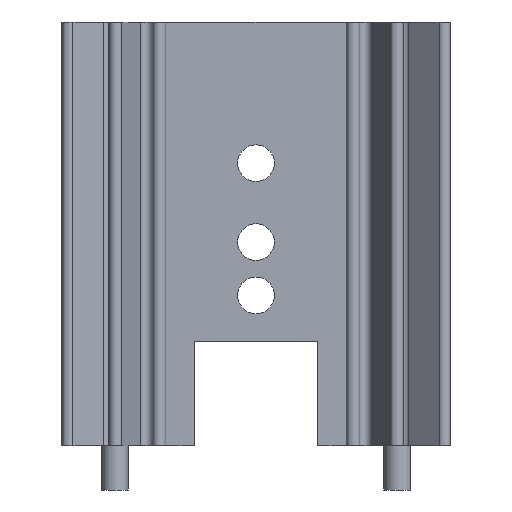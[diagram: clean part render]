
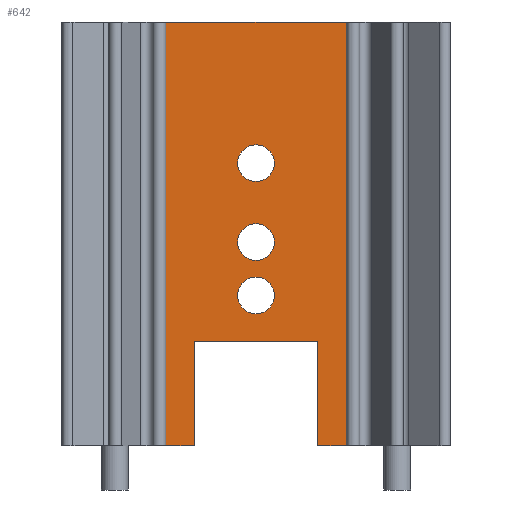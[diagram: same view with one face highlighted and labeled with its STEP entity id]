
A CAD part, front view. The second image highlights one B-rep face of the part: STEP entity #642.
In plain terms, the highlighted planar face has unit normal (0, -1, 0).
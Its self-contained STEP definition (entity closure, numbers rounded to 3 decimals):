
#287=CARTESIAN_POINT('',(1.65,-0.8,25.4));
#288=VERTEX_POINT('',#287);
#297=CARTESIAN_POINT('',(-1.65,-0.8,25.4));
#298=VERTEX_POINT('',#297);
#299=CARTESIAN_POINT('',(0.0,-0.8,25.4));
#300=DIRECTION('',(0.0,1.0,0.0));
#301=DIRECTION('',(1.0,0.0,0.0));
#302=AXIS2_PLACEMENT_3D('',#299,#300,#301);
#303=CIRCLE('',#302,1.65);
#304=EDGE_CURVE('',#298,#288,#303,.T.);
#329=CARTESIAN_POINT('',(1.65,-0.8,18.3));
#330=VERTEX_POINT('',#329);
#339=CARTESIAN_POINT('',(-1.65,-0.8,18.3));
#340=VERTEX_POINT('',#339);
#341=CARTESIAN_POINT('',(0.0,-0.8,18.3));
#342=DIRECTION('',(0.0,1.0,0.0));
#343=DIRECTION('',(1.0,0.0,0.0));
#344=AXIS2_PLACEMENT_3D('',#341,#342,#343);
#345=CIRCLE('',#344,1.65);
#346=EDGE_CURVE('',#340,#330,#345,.T.);
#371=CARTESIAN_POINT('',(1.65,-0.8,13.5));
#372=VERTEX_POINT('',#371);
#381=CARTESIAN_POINT('',(-1.65,-0.8,13.5));
#382=VERTEX_POINT('',#381);
#383=CARTESIAN_POINT('',(0.0,-0.8,13.5));
#384=DIRECTION('',(0.0,1.0,0.0));
#385=DIRECTION('',(1.0,0.0,0.0));
#386=AXIS2_PLACEMENT_3D('',#383,#384,#385);
#387=CIRCLE('',#386,1.65);
#388=EDGE_CURVE('',#382,#372,#387,.T.);
#422=CARTESIAN_POINT('',(0.0,-0.8,13.5));
#423=DIRECTION('',(0.0,1.0,0.0));
#424=DIRECTION('',(1.0,0.0,0.0));
#425=AXIS2_PLACEMENT_3D('',#422,#423,#424);
#426=CIRCLE('',#425,1.65);
#427=EDGE_CURVE('',#372,#382,#426,.T.);
#446=CARTESIAN_POINT('',(0.0,-0.8,18.3));
#447=DIRECTION('',(0.0,1.0,0.0));
#448=DIRECTION('',(1.0,0.0,0.0));
#449=AXIS2_PLACEMENT_3D('',#446,#447,#448);
#450=CIRCLE('',#449,1.65);
#451=EDGE_CURVE('',#330,#340,#450,.T.);
#470=CARTESIAN_POINT('',(0.0,-0.8,25.4));
#471=DIRECTION('',(0.0,1.0,0.0));
#472=DIRECTION('',(1.0,0.0,0.0));
#473=AXIS2_PLACEMENT_3D('',#470,#471,#472);
#474=CIRCLE('',#473,1.65);
#475=EDGE_CURVE('',#288,#298,#474,.T.);
#485=CARTESIAN_POINT('',(5.55,-0.8,9.4));
#486=VERTEX_POINT('',#485);
#495=CARTESIAN_POINT('',(-5.55,-0.8,9.4));
#496=VERTEX_POINT('',#495);
#497=CARTESIAN_POINT('',(-5.55,-0.8,9.4));
#498=DIRECTION('',(1.0,0.0,0.0));
#499=VECTOR('',#498,11.1);
#500=LINE('',#497,#499);
#501=EDGE_CURVE('',#496,#486,#500,.T.);
#534=CARTESIAN_POINT('',(-5.55,-0.8,0.0));
#535=VERTEX_POINT('',#534);
#536=CARTESIAN_POINT('',(-5.55,-0.8,0.0));
#537=DIRECTION('',(0.0,0.0,1.0));
#538=VECTOR('',#537,9.4);
#539=LINE('',#536,#538);
#540=EDGE_CURVE('',#535,#496,#539,.T.);
#556=CARTESIAN_POINT('',(5.55,-0.8,0.0));
#557=VERTEX_POINT('',#556);
#558=CARTESIAN_POINT('',(5.55,-0.8,9.4));
#559=DIRECTION('',(0.0,0.0,-1.0));
#560=VECTOR('',#559,9.4);
#561=LINE('',#558,#560);
#562=EDGE_CURVE('',#486,#557,#561,.T.);
#582=CARTESIAN_POINT('',(8.128,-0.8,0.0));
#583=DIRECTION('',(0.0,-1.0,0.0));
#584=DIRECTION('',(0.0,0.0,-1.0));
#585=AXIS2_PLACEMENT_3D('',#582,#583,#584);
#586=PLANE('',#585);
#587=ORIENTED_EDGE('',*,*,#540,.T.);
#588=ORIENTED_EDGE('',*,*,#501,.T.);
#589=ORIENTED_EDGE('',*,*,#562,.T.);
#590=CARTESIAN_POINT('',(8.128,-0.8,0.0));
#591=VERTEX_POINT('',#590);
#592=CARTESIAN_POINT('',(8.128,-0.8,0.0));
#593=DIRECTION('',(-1.0,0.0,0.0));
#594=VECTOR('',#593,2.578);
#595=LINE('',#592,#594);
#596=EDGE_CURVE('',#591,#557,#595,.T.);
#597=ORIENTED_EDGE('',*,*,#596,.F.);
#598=CARTESIAN_POINT('',(8.128,-0.8,38.1));
#599=VERTEX_POINT('',#598);
#600=CARTESIAN_POINT('',(8.128,-0.8,0.0));
#601=DIRECTION('',(0.0,0.0,1.0));
#602=VECTOR('',#601,38.1);
#603=LINE('',#600,#602);
#604=EDGE_CURVE('',#591,#599,#603,.T.);
#605=ORIENTED_EDGE('',*,*,#604,.T.);
#606=CARTESIAN_POINT('',(-8.128,-0.8,38.1));
#607=VERTEX_POINT('',#606);
#608=CARTESIAN_POINT('',(8.128,-0.8,38.1));
#609=DIRECTION('',(-1.0,0.0,0.0));
#610=VECTOR('',#609,16.256);
#611=LINE('',#608,#610);
#612=EDGE_CURVE('',#599,#607,#611,.T.);
#613=ORIENTED_EDGE('',*,*,#612,.T.);
#614=CARTESIAN_POINT('',(-8.128,-0.8,0.0));
#615=VERTEX_POINT('',#614);
#616=CARTESIAN_POINT('',(-8.128,-0.8,0.0));
#617=DIRECTION('',(0.0,0.0,1.0));
#618=VECTOR('',#617,38.1);
#619=LINE('',#616,#618);
#620=EDGE_CURVE('',#615,#607,#619,.T.);
#621=ORIENTED_EDGE('',*,*,#620,.F.);
#622=CARTESIAN_POINT('',(-5.55,-0.8,0.0));
#623=DIRECTION('',(-1.0,0.0,0.0));
#624=VECTOR('',#623,2.578);
#625=LINE('',#622,#624);
#626=EDGE_CURVE('',#535,#615,#625,.T.);
#627=ORIENTED_EDGE('',*,*,#626,.F.);
#628=EDGE_LOOP('',(#587,#588,#589,#597,#605,#613,#621,#627));
#629=FACE_OUTER_BOUND('',#628,.T.);
#630=ORIENTED_EDGE('',*,*,#427,.T.);
#631=ORIENTED_EDGE('',*,*,#388,.T.);
#632=EDGE_LOOP('',(#630,#631));
#633=FACE_BOUND('',#632,.T.);
#634=ORIENTED_EDGE('',*,*,#451,.T.);
#635=ORIENTED_EDGE('',*,*,#346,.T.);
#636=EDGE_LOOP('',(#634,#635));
#637=FACE_BOUND('',#636,.T.);
#638=ORIENTED_EDGE('',*,*,#475,.T.);
#639=ORIENTED_EDGE('',*,*,#304,.T.);
#640=EDGE_LOOP('',(#638,#639));
#641=FACE_BOUND('',#640,.T.);
#642=ADVANCED_FACE('',(#629,#633,#637,#641),#586,.T.);
